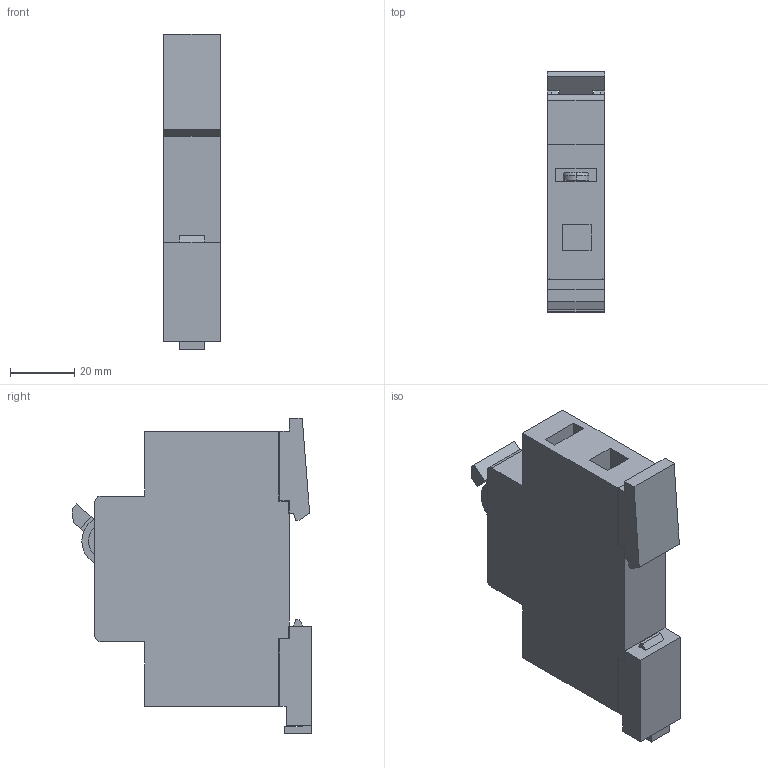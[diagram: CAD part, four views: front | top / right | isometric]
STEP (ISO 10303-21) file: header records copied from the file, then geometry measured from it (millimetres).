
FILE_DESCRIPTION (( 'STEP AP214' ), '1' );
FILE_NAME ('ALTECH R Series (1 Pole).STEP', '2010-03-24T10:22:14', ( 'Ayaz' ), ( '' ), 'SwSTEP 2.0', 'SolidWorks 2009', '' );
FILE_SCHEMA (( 'AUTOMOTIVE_DESIGN' ));
Length unit declared in the file: millimetre
Products named in the file (2): ALTEC 489_Printed UL + Clamp; ALTECH R Series (1 Pole)
Assembly tree (1 placements, depth 2):
  ALTECH R Series (1 Pole)
    ALTEC 489_Printed UL + Clamp
Bounding box: 17.8 x 74.54 x 98.1 mm (x, y, z)
Volume: 84293.2 mm3; surface area: 20457.3 mm2
Topology: 4 solids, 4 shells, 368 faces, 1017 edges, 668 vertices
Faces by surface type: plane 257, bspline 70, cylinder 37, torus 4
Entity records: 19882 total; most frequent: CARTESIAN_POINT 7039, ORIENTED_EDGE 2034, DIRECTION 1579, EDGE_CURVE 1017, LINE 779, VECTOR 779, VERTEX_POINT 668, AXIS2_PLACEMENT_3D 400
